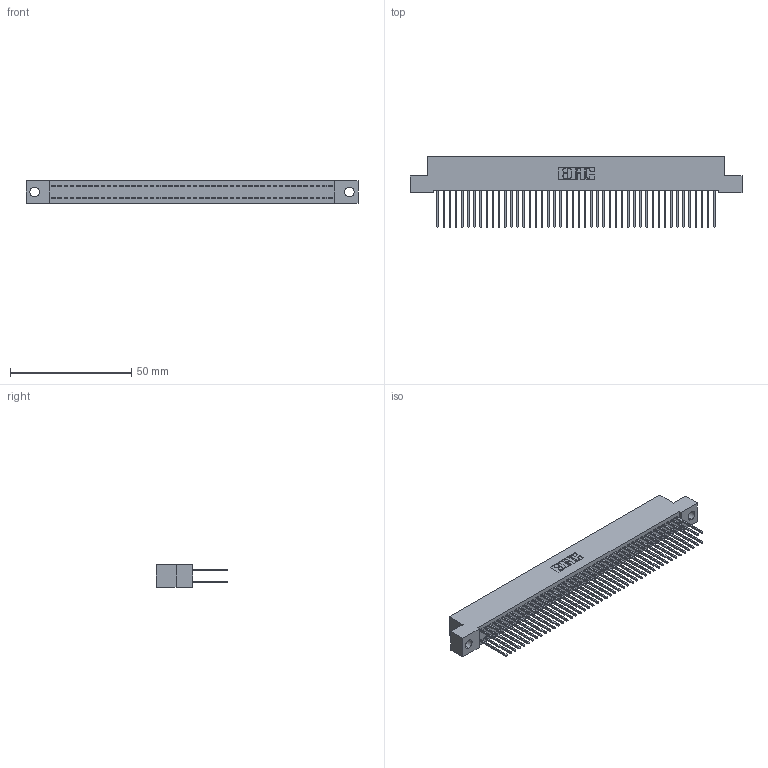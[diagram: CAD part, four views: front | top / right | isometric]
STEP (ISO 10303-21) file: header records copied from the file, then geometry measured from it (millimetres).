
FILE_DESCRIPTION (( 'STEP AP203' ), '1' );
FILE_NAME ('392-092-540-204.STEP', '2018-08-18T07:54:53', ( '' ), ( '' ), 'SwSTEP 2.0', 'SolidWorks 2016', '' );
FILE_SCHEMA (( 'CONFIG_CONTROL_DESIGN' ));
Length unit declared in the file: inch
Products named in the file (3): 342 Part_.156 TH; 345-292-001_345-293-140; 392-092-540-204
Assembly tree (93 placements, depth 2):
  392-092-540-204
    342 Part_.156 TH
    345-292-001_345-293-140  x92
Bounding box: 137.16 x 29.47 x 9.4 mm (x, y, z)
Volume: 12604.5 mm3; surface area: 21990.2 mm2
Topology: 93 solids, 93 shells, 4894 faces, 14559 edges, 9582 vertices
Faces by surface type: plane 3378, cylinder 1516
Entity records: 28965 total; most frequent: CARTESIAN_POINT 4794, ORIENTED_EDGE 4730, DIRECTION 4089, EDGE_CURVE 2365, LINE 2237, VECTOR 2237, VERTEX_POINT 1574, AXIS2_PLACEMENT_3D 926
